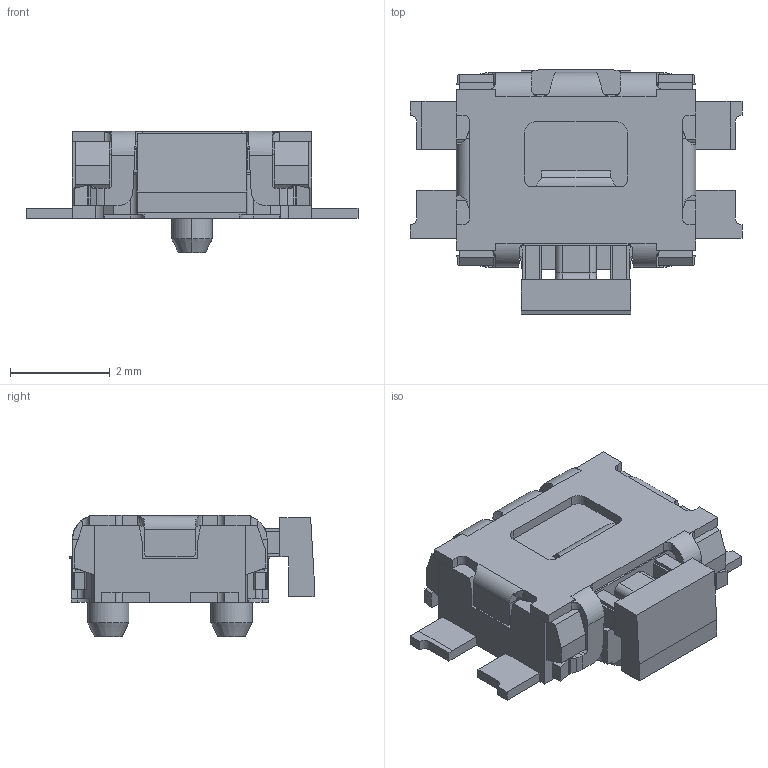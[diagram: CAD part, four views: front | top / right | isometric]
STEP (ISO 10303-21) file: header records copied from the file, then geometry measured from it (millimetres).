
FILE_DESCRIPTION (( 'STEP AP214' ), '1' );
FILE_NAME ('Button.step', '2021-08-10T23:31:50', ( '' ), ( '' ), 'SwSTEP 2.0', 'SolidWorks 2021', '' );
FILE_SCHEMA (( 'AUTOMOTIVE_DESIGN' ));
Length unit declared in the file: millimetre
Products named in the file (1): Button
Bounding box: 6.65 x 4.89 x 2.43 mm (x, y, z)
Volume: 32.5 mm3; surface area: 111.8 mm2
Topology: 1 solids, 1 shells, 464 faces, 1296 edges, 826 vertices
Faces by surface type: plane 340, cylinder 104, bspline 14, cone 4, torus 2
Entity records: 20268 total; most frequent: CARTESIAN_POINT 3269, ORIENTED_EDGE 2592, DIRECTION 2324, EDGE_CURVE 1296, LINE 1018, VECTOR 1018, VERTEX_POINT 826, AXIS2_PLACEMENT_3D 653
